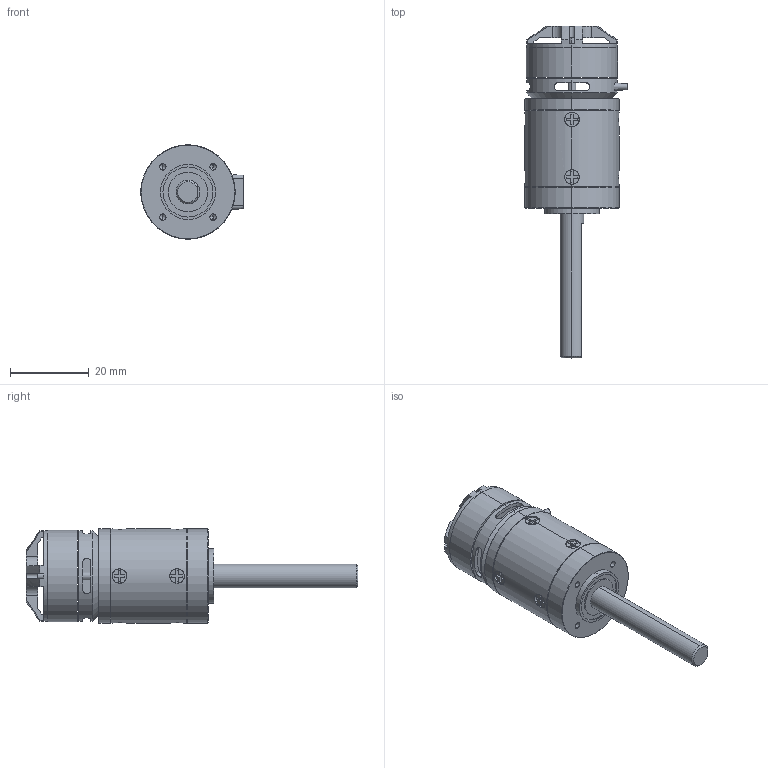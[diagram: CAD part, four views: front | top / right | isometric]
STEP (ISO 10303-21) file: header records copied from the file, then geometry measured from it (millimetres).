
FILE_DESCRIPTION (( 'STEP AP214' ), '1' );
FILE_NAME ('BL MegaSpark BE1806GB.STEP', '2021-12-21T19:31:47', ( '' ), ( '' ), 'SwSTEP 2.0', 'SolidWorks 2015', '' );
FILE_SCHEMA (( 'AUTOMOTIVE_DESIGN' ));
Length unit declared in the file: millimetre
Products named in the file (1): BL MegaSpark BE1806GB
Bounding box: 25.95 x 84.17 x 23.9 mm (x, y, z)
Volume: 17808.6 mm3; surface area: 7530 mm2
Topology: 2 solids, 2 shells, 348 faces, 960 edges, 622 vertices
Faces by surface type: plane 178, cylinder 122, cone 48
Entity records: 12093 total; most frequent: CARTESIAN_POINT 2805, ORIENTED_EDGE 1904, DIRECTION 1853, EDGE_CURVE 952, AXIS2_PLACEMENT_3D 646, VERTEX_POINT 622, VECTOR 561, LINE 561
